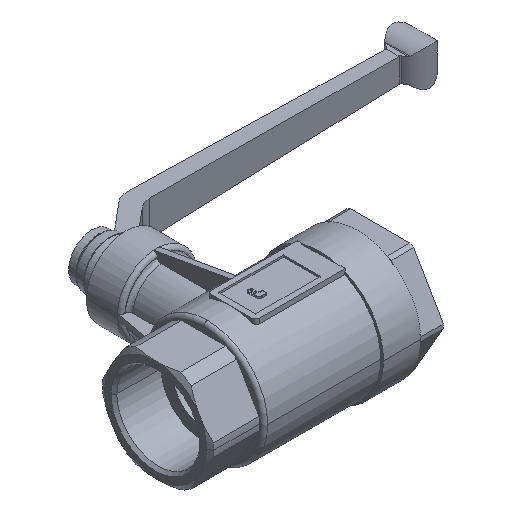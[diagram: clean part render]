
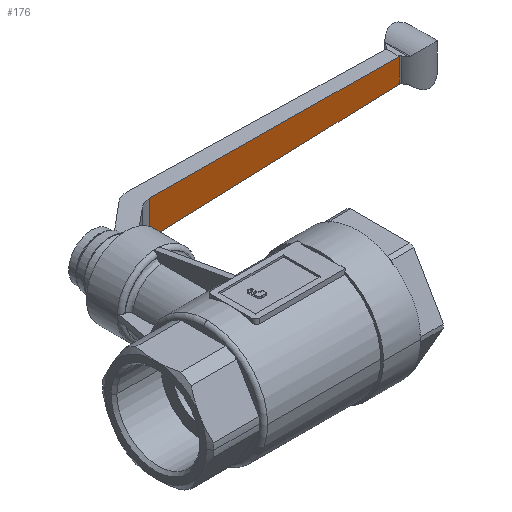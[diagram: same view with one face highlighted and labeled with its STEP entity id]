
A CAD part, isometric view. The second image highlights one B-rep face of the part: STEP entity #176.
In plain terms, the highlighted planar face has unit normal (0.014, -1, 0).
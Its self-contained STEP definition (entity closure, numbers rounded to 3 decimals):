
#176=ADVANCED_FACE('',(#540),#541,.T.);
#540=FACE_OUTER_BOUND('',#1000,.T.);
#541=PLANE('',#1001);
#1000=EDGE_LOOP('',(#2277,#2278,#2279,#2280));
#1001=AXIS2_PLACEMENT_3D('',#2281,#2282,#2283);
#2277=ORIENTED_EDGE('',*,*,#3365,.F.);
#2278=ORIENTED_EDGE('',*,*,#3437,.F.);
#2279=ORIENTED_EDGE('',*,*,#3400,.F.);
#2280=ORIENTED_EDGE('',*,*,#3436,.T.);
#2281=CARTESIAN_POINT('',(101.755,96.625,-25.0));
#2282=DIRECTION('',(0.014,-1.,0.0));
#2283=DIRECTION('',(1.,0.014,0.0));
#3365=EDGE_CURVE('',#4196,#4198,#4199,.T.);
#3400=EDGE_CURVE('',#4254,#4256,#4257,.T.);
#3436=EDGE_CURVE('',#4254,#4198,#4311,.T.);
#3437=EDGE_CURVE('',#4256,#4196,#4312,.T.);
#4196=VERTEX_POINT('',#5770);
#4198=VERTEX_POINT('',#5772);
#4199=LINE('',#5773,#5774);
#4254=VERTEX_POINT('',#5902);
#4256=VERTEX_POINT('',#5905);
#4257=LINE('',#5906,#5907);
#4311=LINE('',#5993,#5994);
#4312=LINE('',#5995,#5996);
#5770=CARTESIAN_POINT('',(33.511,95.651,9.482));
#5772=CARTESIAN_POINT('',(170.,97.6,6.5));
#5773=CARTESIAN_POINT('',(58.478,96.007,8.936));
#5774=VECTOR('',#7456,1.0);
#5902=CARTESIAN_POINT('',(170.,97.6,-6.5));
#5905=CARTESIAN_POINT('',(33.511,95.651,-9.482));
#5906=CARTESIAN_POINT('',(98.566,96.58,-8.061));
#5907=VECTOR('',#7509,1.0);
#5993=CARTESIAN_POINT('',(170.,97.6,-25.0));
#5994=VECTOR('',#7581,1.0);
#5995=CARTESIAN_POINT('',(33.511,95.651,-25.0));
#5996=VECTOR('',#7582,1.0);
#7456=DIRECTION('',(1.,0.014,-0.022));
#7509=DIRECTION('',(-1.,-0.014,-0.022));
#7581=DIRECTION('',(0.0,0.0,1.0));
#7582=DIRECTION('',(0.0,0.0,1.0));
